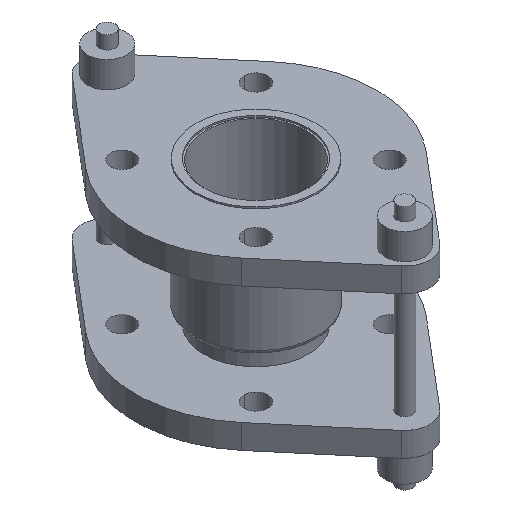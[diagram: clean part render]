
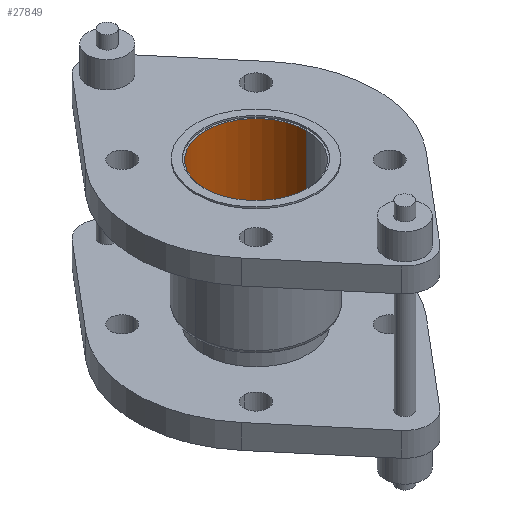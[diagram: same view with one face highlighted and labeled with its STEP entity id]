
A CAD part, isometric view. The second image highlights one B-rep face of the part: STEP entity #27849.
In plain terms, the highlighted cylindrical face has radius 38.7 mm (diameter 77.4 mm), a partial arc.
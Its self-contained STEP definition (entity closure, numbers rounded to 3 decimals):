
#629 = DIRECTION ( 'NONE',  ( 0., 0., 1. ) ) ;
#677 = VECTOR ( 'NONE', #19109, 1000. ) ;
#1143 = AXIS2_PLACEMENT_3D ( 'NONE', #8311, #629, #27304 ) ;
#3240 = LINE ( 'NONE', #5797, #21030 ) ;
#3391 = ORIENTED_EDGE ( 'NONE', *, *, #17187, .T. ) ;
#3739 = ORIENTED_EDGE ( 'NONE', *, *, #16587, .F. ) ;
#4093 = VERTEX_POINT ( 'NONE', #19219 ) ;
#4120 = EDGE_CURVE ( 'NONE', #31077, #13248, #30531, .T. ) ;
#5797 = CARTESIAN_POINT ( 'NONE',  ( 38.7, 0., 10.973 ) ) ;
#6908 = CYLINDRICAL_SURFACE ( 'NONE', #10973, 38.7 ) ;
#7394 = DIRECTION ( 'NONE',  ( 0., 0., 1. ) ) ;
#8311 = CARTESIAN_POINT ( 'NONE',  ( 0., 0., -127.6 ) ) ;
#8998 = CARTESIAN_POINT ( 'NONE',  ( 0., 0., 10.973 ) ) ;
#9654 = EDGE_LOOP ( 'NONE', ( #27924, #3739, #3391, #22562 ) ) ;
#10854 = EDGE_CURVE ( 'NONE', #25916, #13248, #24048, .T. ) ;
#10973 = AXIS2_PLACEMENT_3D ( 'NONE', #8998, #19188, #16329 ) ;
#13248 = VERTEX_POINT ( 'NONE', #29989 ) ;
#14230 = AXIS2_PLACEMENT_3D ( 'NONE', #29567, #7394, #15070 ) ;
#15070 = DIRECTION ( 'NONE',  ( 1., 0., 0. ) ) ;
#16329 = DIRECTION ( 'NONE',  ( 1., 0., 0. ) ) ;
#16587 = EDGE_CURVE ( 'NONE', #4093, #25916, #21007, .T. ) ;
#17187 = EDGE_CURVE ( 'NONE', #4093, #31077, #3240, .T. ) ;
#19109 = DIRECTION ( 'NONE',  ( 0., 0., 1. ) ) ;
#19188 = DIRECTION ( 'NONE',  ( 0., 0., 1. ) ) ;
#19219 = CARTESIAN_POINT ( 'NONE',  ( 38.7, 0., -127.6 ) ) ;
#20321 = DIRECTION ( 'NONE',  ( 0., 0., 1. ) ) ;
#21007 = CIRCLE ( 'NONE', #1143, 38.7 ) ;
#21030 = VECTOR ( 'NONE', #20321, 1000. ) ;
#21973 = CARTESIAN_POINT ( 'NONE',  ( -38.7, 0., 10.973 ) ) ;
#22562 = ORIENTED_EDGE ( 'NONE', *, *, #4120, .T. ) ;
#23849 = CARTESIAN_POINT ( 'NONE',  ( -38.7, 0., -127.6 ) ) ;
#24048 = LINE ( 'NONE', #21973, #677 ) ;
#25916 = VERTEX_POINT ( 'NONE', #23849 ) ;
#27304 = DIRECTION ( 'NONE',  ( 1., 0., 0. ) ) ;
#27849 = ADVANCED_FACE ( 'NONE', ( #28758 ), #6908, .F. ) ;
#27924 = ORIENTED_EDGE ( 'NONE', *, *, #10854, .F. ) ;
#28758 = FACE_OUTER_BOUND ( 'NONE', #9654, .T. ) ;
#29567 = CARTESIAN_POINT ( 'NONE',  ( 0., 0., 0. ) ) ;
#29989 = CARTESIAN_POINT ( 'NONE',  ( -38.7, 0., 0. ) ) ;
#30531 = CIRCLE ( 'NONE', #14230, 38.7 ) ;
#31077 = VERTEX_POINT ( 'NONE', #31350 ) ;
#31350 = CARTESIAN_POINT ( 'NONE',  ( 38.7, 0., 0. ) ) ;
